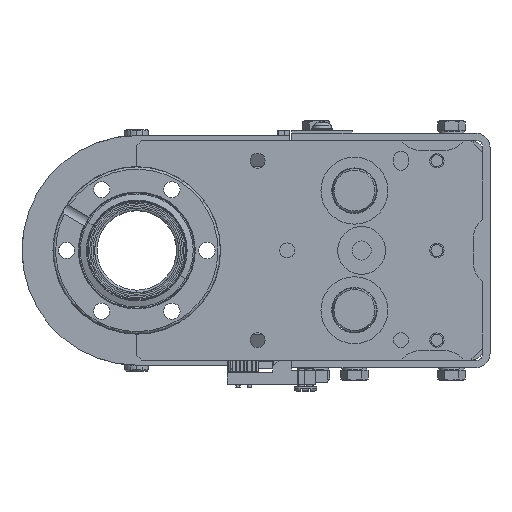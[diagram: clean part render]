
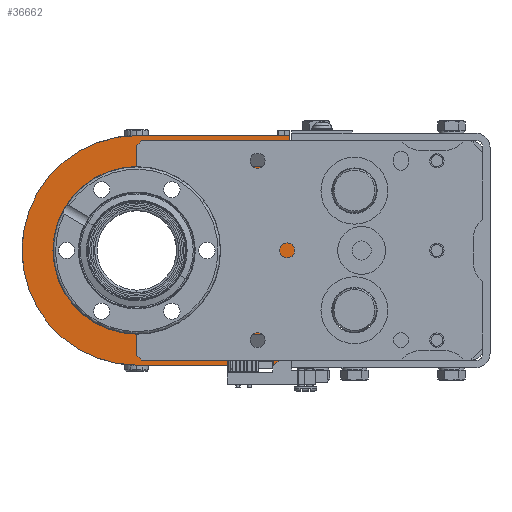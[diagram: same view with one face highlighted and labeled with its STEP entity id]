
A CAD part, front view. The second image highlights one B-rep face of the part: STEP entity #36662.
In plain terms, the highlighted planar face has unit normal (0, -1, 0).
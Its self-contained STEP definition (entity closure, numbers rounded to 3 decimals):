
#4732=DIRECTION('',(-1.,0.,0.));
#4733=VECTOR('',#4732,33.);
#4734=CARTESIAN_POINT('',(64.,794.424,-41.96));
#4735=LINE('',#4734,#4733);
#4748=DIRECTION('',(0.,0.,1.));
#4749=VECTOR('',#4748,6.);
#4750=CARTESIAN_POINT('',(64.,794.424,-47.96));
#4751=LINE('',#4750,#4749);
#4789=DIRECTION('',(1.,0.,0.));
#4790=VECTOR('',#4789,64.);
#4791=CARTESIAN_POINT('',(0.,794.424,-47.96));
#4792=LINE('',#4791,#4790);
#5137=DIRECTION('',(-1.,0.,0.));
#5138=VECTOR('',#5137,64.);
#5139=CARTESIAN_POINT('',(64.,794.424,48.04));
#5140=LINE('',#5139,#5138);
#5192=DIRECTION('',(0.,0.,1.));
#5193=VECTOR('',#5192,6.);
#5194=CARTESIAN_POINT('',(64.,794.424,42.04));
#5195=LINE('',#5194,#5193);
#5212=DIRECTION('',(1.,0.,0.));
#5213=VECTOR('',#5212,33.);
#5214=CARTESIAN_POINT('',(31.,794.424,42.04));
#5215=LINE('',#5214,#5213);
#5220=DIRECTION('',(0.,0.,1.));
#5221=VECTOR('',#5220,70.);
#5222=CARTESIAN_POINT('',(75.,794.424,-34.96));
#5223=LINE('',#5222,#5221);
#5224=DIRECTION('',(0.,0.,1.));
#5225=VECTOR('',#5224,7.);
#5226=CARTESIAN_POINT('',(31.,794.424,-41.96));
#5227=LINE('',#5226,#5225);
#5232=CARTESIAN_POINT('',(0.,794.424,
0.04));
#5233=DIRECTION('',(0.,1.,0.));
#5234=DIRECTION('',(0.,0.,-1.));
#5235=AXIS2_PLACEMENT_3D('',#5232,#5233,#5234);
#5237=CARTESIAN_POINT('',(0.,794.424,
0.04));
#5238=DIRECTION('',(0.,1.,0.));
#5239=DIRECTION('',(-1.,0.,0.));
#5240=AXIS2_PLACEMENT_3D('',#5237,#5238,#5239);
#5242=CARTESIAN_POINT('',(0.,794.424,
0.04));
#5243=DIRECTION('',(0.,-1.,0.));
#5244=DIRECTION('',(1.,0.,0.));
#5245=AXIS2_PLACEMENT_3D('',#5242,#5243,#5244);
#5247=CARTESIAN_POINT('',(0.,794.424,
0.04));
#5248=DIRECTION('',(0.,-1.,0.));
#5249=DIRECTION('',(-1.,0.,0.));
#5250=AXIS2_PLACEMENT_3D('',#5247,#5248,#5249);
#5252=DIRECTION('',(1.,0.,0.));
#5253=VECTOR('',#5252,44.);
#5254=CARTESIAN_POINT('',(31.,794.424,-34.96));
#5255=LINE('',#5254,#5253);
#5260=DIRECTION('',(0.,0.,1.));
#5261=VECTOR('',#5260,7.);
#5262=CARTESIAN_POINT('',(31.,794.424,35.04));
#5263=LINE('',#5262,#5261);
#5276=DIRECTION('',(-1.,0.,0.));
#5277=VECTOR('',#5276,44.);
#5278=CARTESIAN_POINT('',(75.,794.424,35.04));
#5279=LINE('',#5278,#5277);
#25095=CARTESIAN_POINT('',(35.05,794.424,0.04));
#25097=VERTEX_POINT('',#25095);
#25105=CARTESIAN_POINT('',(0.,794.424,48.04));
#25107=VERTEX_POINT('',#25105);
#25110=CARTESIAN_POINT('',(-48.,794.424,0.04));
#25112=VERTEX_POINT('',#25110);
#25118=CARTESIAN_POINT('',(0.,794.424,-47.96));
#25120=VERTEX_POINT('',#25118);
#25123=CARTESIAN_POINT('',(64.,794.424,-47.96));
#25124=CARTESIAN_POINT('',(64.,794.424,-41.96));
#25125=VERTEX_POINT('',#25123);
#25126=VERTEX_POINT('',#25124);
#25127=CARTESIAN_POINT('',(64.,794.424,48.04));
#25128=VERTEX_POINT('',#25127);
#25129=CARTESIAN_POINT('',(64.,794.424,42.04));
#25130=VERTEX_POINT('',#25129);
#25131=CARTESIAN_POINT('',(-35.05,794.424,0.04));
#25132=VERTEX_POINT('',#25131);
#25133=CARTESIAN_POINT('',(31.,794.424,-34.96));
#25134=CARTESIAN_POINT('',(75.,794.424,-34.96));
#25135=VERTEX_POINT('',#25133);
#25136=VERTEX_POINT('',#25134);
#25139=CARTESIAN_POINT('',(75.,794.424,35.04));
#25140=VERTEX_POINT('',#25139);
#25147=CARTESIAN_POINT('',(31.,794.424,-41.96));
#25148=VERTEX_POINT('',#25147);
#25217=CARTESIAN_POINT('',(31.,794.424,42.04));
#25218=VERTEX_POINT('',#25217);
#25219=CARTESIAN_POINT('',(31.,794.424,35.04));
#25220=VERTEX_POINT('',#25219);
#36633=CARTESIAN_POINT('',(13.5,794.424,0.04));
#36634=DIRECTION('',(0.,1.,0.));
#36635=DIRECTION('',(1.,0.,0.));
#36636=AXIS2_PLACEMENT_3D('',#36633,#36634,#36635);
#36637=PLANE('',#36636);
#36639=ORIENTED_EDGE('',*,*,#36638,.F.);
#36640=ORIENTED_EDGE('',*,*,#36625,.F.);
#36641=ORIENTED_EDGE('',*,*,#36004,.F.);
#36642=ORIENTED_EDGE('',*,*,#36025,.F.);
#36643=ORIENTED_EDGE('',*,*,#36069,.F.);
#36644=ORIENTED_EDGE('',*,*,#36429,.T.);
#36645=ORIENTED_EDGE('',*,*,#36451,.T.);
#36646=ORIENTED_EDGE('',*,*,#36510,.F.);
#36647=ORIENTED_EDGE('',*,*,#36573,.F.);
#36648=ORIENTED_EDGE('',*,*,#36591,.F.);
#36650=ORIENTED_EDGE('',*,*,#36649,.F.);
#36652=ORIENTED_EDGE('',*,*,#36651,.F.);
#36653=ORIENTED_EDGE('',*,*,#36607,.F.);
#36654=EDGE_LOOP('',(#36639,#36640,#36641,#36642,#36643,#36644,#36645,#36646,
#36647,#36648,#36650,#36652,#36653));
#36655=FACE_OUTER_BOUND('',#36654,.F.);
#36657=ORIENTED_EDGE('',*,*,#36656,.T.);
#36659=ORIENTED_EDGE('',*,*,#36658,.T.);
#36660=EDGE_LOOP('',(#36657,#36659));
#36661=FACE_BOUND('',#36660,.F.);
#5236=CIRCLE('',#5235,48.);
#5241=CIRCLE('',#5240,48.);
#5246=CIRCLE('',#5245,35.05);
#5251=CIRCLE('',#5250,35.05);
#36004=EDGE_CURVE('',#25126,#25148,#4735,.T.);
#36025=EDGE_CURVE('',#25125,#25126,#4751,.T.);
#36069=EDGE_CURVE('',#25120,#25125,#4792,.T.);
#36429=EDGE_CURVE('',#25120,#25112,#5236,.T.);
#36451=EDGE_CURVE('',#25112,#25107,#5241,.T.);
#36510=EDGE_CURVE('',#25128,#25107,#5140,.T.);
#36573=EDGE_CURVE('',#25130,#25128,#5195,.T.);
#36591=EDGE_CURVE('',#25218,#25130,#5215,.T.);
#36607=EDGE_CURVE('',#25136,#25140,#5223,.T.);
#36625=EDGE_CURVE('',#25148,#25135,#5227,.T.);
#36638=EDGE_CURVE('',#25135,#25136,#5255,.T.);
#36649=EDGE_CURVE('',#25220,#25218,#5263,.T.);
#36651=EDGE_CURVE('',#25140,#25220,#5279,.T.);
#36656=EDGE_CURVE('',#25097,#25132,#5246,.T.);
#36658=EDGE_CURVE('',#25132,#25097,#5251,.T.);
#36662=ADVANCED_FACE('',(#36655,#36661),#36637,.F.);
